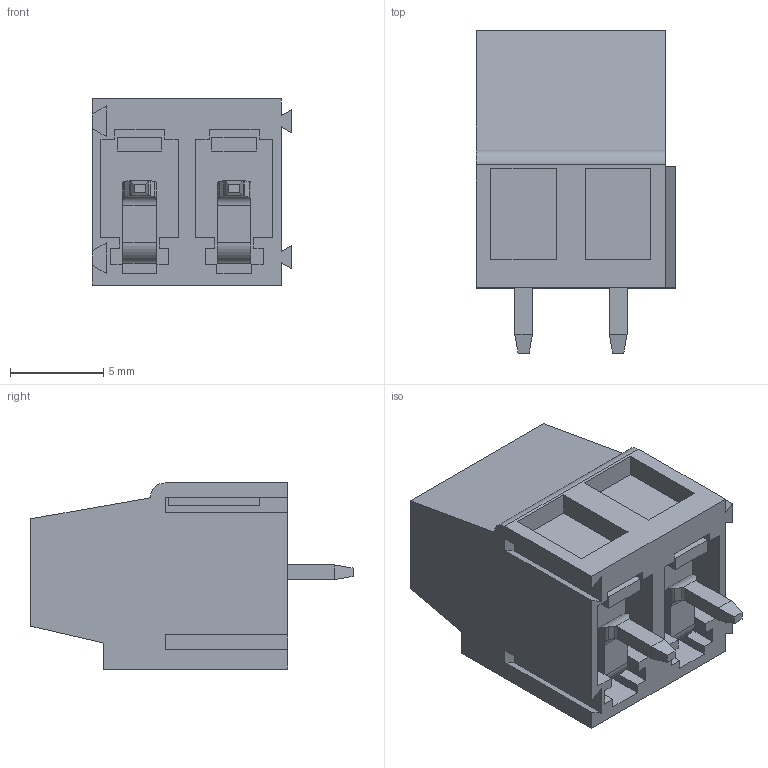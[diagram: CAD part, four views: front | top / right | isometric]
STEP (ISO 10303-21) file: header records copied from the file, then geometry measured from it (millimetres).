
FILE_DESCRIPTION(('CATIA V5 STEP Exchange','CAx-IF Rec.Pracs.--- Model Styling and Organization---1.2---2011-12-15'),'2;1');
FILE_NAME('1716020000_S.stp','2016-10-04T06:51:58+00:00',('none'),('none'),'CATIA Version 5-6 Release 2014','CATIA V5 STEP AP214','none');
FILE_SCHEMA(('AUTOMOTIVE_DESIGN { 1 0 10303 214 1 1 1 1 }'));
Length unit declared in the file: millimetre
Products named in the file (1): 1716020000_S
Bounding box: 10.71 x 17.3 x 10 mm (x, y, z)
Volume: 978.5 mm3; surface area: 1267.8 mm2
Topology: 5 solids, 5 shells, 447 faces, 1267 edges, 842 vertices
Faces by surface type: plane 418, cylinder 29
Entity records: 13613 total; most frequent: CARTESIAN_POINT 2827, ORIENTED_EDGE 2534, DIRECTION 1731, EDGE_CURVE 1267, VECTOR 919, LINE 919, VERTEX_POINT 842, EDGE_LOOP 459
